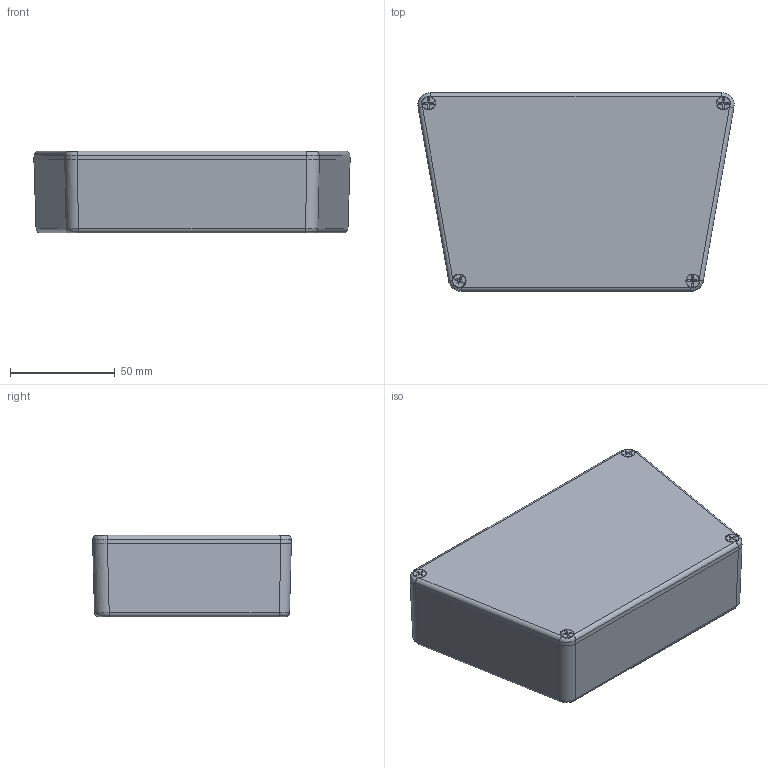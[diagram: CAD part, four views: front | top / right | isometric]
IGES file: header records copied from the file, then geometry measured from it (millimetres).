
Global section: file name: No Iges File Name specified; native system: Autodesk Inventor 2012; preprocessor: AutoDesk Inventor Iges Exporter R2012; author: lwalsh; date: 20110613.150356; units: millimetre
Bounding box: 151.2 x 95 x 39 mm (x, y, z)
Volume: 89326.3 mm3; surface area: 86429.5 mm2
Topology: 6 solids, 6 shells, 439 faces, 1116 edges, 700 vertices
Faces by surface type: cone 128, plane 119, cylinder 100, revolution 60, torus 24, bspline 8
Full cylindrical faces by diameter (mm): 3.505 x56, 6.198 x4
